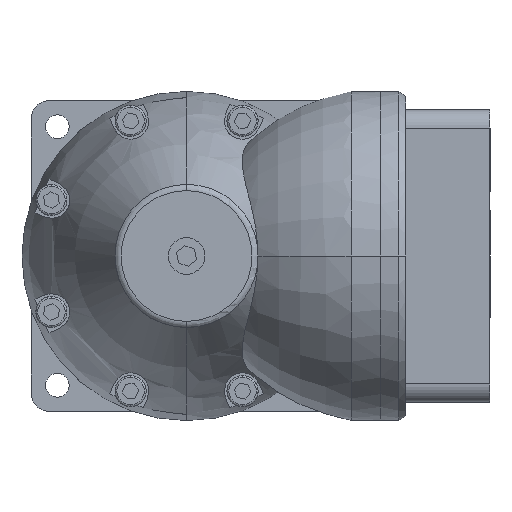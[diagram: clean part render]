
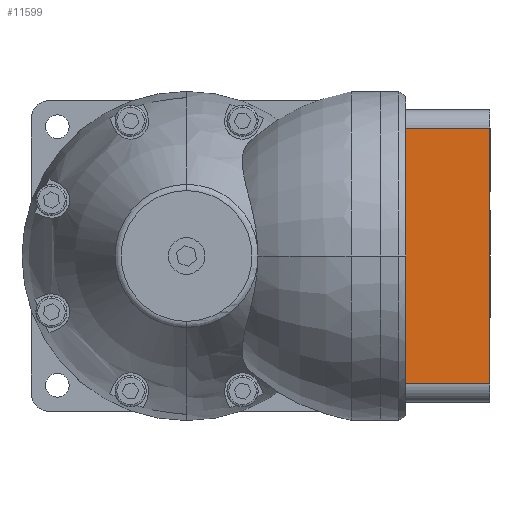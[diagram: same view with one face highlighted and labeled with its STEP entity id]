
A CAD part, left-side view. The second image highlights one B-rep face of the part: STEP entity #11599.
In plain terms, the highlighted planar face has unit normal (-1, 0, 0).
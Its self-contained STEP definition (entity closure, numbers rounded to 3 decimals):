
#103 = DIRECTION ( 'NONE',  ( 0., 1., 0. ) ) ;
#262 = CARTESIAN_POINT ( 'NONE',  ( -40., -60., -35. ) ) ;
#793 = VECTOR ( 'NONE', #10623, 1000. ) ;
#1022 = CARTESIAN_POINT ( 'NONE',  ( -40., -83., 35. ) ) ;
#1507 = VERTEX_POINT ( 'NONE', #1768 ) ;
#1568 = EDGE_LOOP ( 'NONE', ( #11547, #7230, #9828, #2475, #6974, #12366 ) ) ;
#1768 = CARTESIAN_POINT ( 'NONE',  ( -40., -60., 35. ) ) ;
#1909 = DIRECTION ( 'NONE',  ( 0., 1., 0. ) ) ;
#2475 = ORIENTED_EDGE ( 'NONE', *, *, #10467, .F. ) ;
#2490 = CARTESIAN_POINT ( 'NONE',  ( -40., -83., -35. ) ) ;
#2535 = DIRECTION ( 'NONE',  ( 0., 0., -1. ) ) ;
#2826 = VERTEX_POINT ( 'NONE', #2490 ) ;
#3410 = CARTESIAN_POINT ( 'NONE',  ( -40., -60., -17.953 ) ) ;
#3505 = LINE ( 'NONE', #9781, #6074 ) ;
#4522 = EDGE_CURVE ( 'NONE', #7140, #2826, #5419, .T. ) ;
#4777 = EDGE_CURVE ( 'NONE', #1507, #12080, #12322, .T. ) ;
#4870 = VECTOR ( 'NONE', #2535, 1000. ) ;
#4918 = EDGE_CURVE ( 'NONE', #7140, #1507, #5265, .T. ) ;
#5265 = LINE ( 'NONE', #1022, #793 ) ;
#5419 = LINE ( 'NONE', #9544, #11207 ) ;
#5678 = VERTEX_POINT ( 'NONE', #3410 ) ;
#5891 = CARTESIAN_POINT ( 'NONE',  ( -40., -60., 35. ) ) ;
#6035 = VECTOR ( 'NONE', #1909, 1000. ) ;
#6074 = VECTOR ( 'NONE', #7721, 1000. ) ;
#6171 = VERTEX_POINT ( 'NONE', #262 ) ;
#6290 = AXIS2_PLACEMENT_3D ( 'NONE', #9575, #8262, #103 ) ;
#6605 = CARTESIAN_POINT ( 'NONE',  ( -40., -60., 35. ) ) ;
#6974 = ORIENTED_EDGE ( 'NONE', *, *, #4522, .F. ) ;
#7140 = VERTEX_POINT ( 'NONE', #11362 ) ;
#7230 = ORIENTED_EDGE ( 'NONE', *, *, #11703, .T. ) ;
#7721 = DIRECTION ( 'NONE',  ( 0., 0., -1. ) ) ;
#8262 = DIRECTION ( 'NONE',  ( 1., 0., 0. ) ) ;
#8931 = EDGE_CURVE ( 'NONE', #5678, #6171, #10719, .T. ) ;
#9544 = CARTESIAN_POINT ( 'NONE',  ( -40., -83., 35. ) ) ;
#9575 = CARTESIAN_POINT ( 'NONE',  ( -40., -83., 35. ) ) ;
#9781 = CARTESIAN_POINT ( 'NONE',  ( -40., -60., 35. ) ) ;
#9828 = ORIENTED_EDGE ( 'NONE', *, *, #8931, .T. ) ;
#9974 = LINE ( 'NONE', #11252, #6035 ) ;
#10014 = DIRECTION ( 'NONE',  ( 0., 0., -1. ) ) ;
#10366 = VECTOR ( 'NONE', #10014, 1000. ) ;
#10467 = EDGE_CURVE ( 'NONE', #2826, #6171, #9974, .T. ) ;
#10623 = DIRECTION ( 'NONE',  ( 0., 1., 0. ) ) ;
#10719 = LINE ( 'NONE', #6605, #4870 ) ;
#11207 = VECTOR ( 'NONE', #12469, 1000. ) ;
#11252 = CARTESIAN_POINT ( 'NONE',  ( -40., -83., -35. ) ) ;
#11362 = CARTESIAN_POINT ( 'NONE',  ( -40., -83., 35. ) ) ;
#11547 = ORIENTED_EDGE ( 'NONE', *, *, #4777, .T. ) ;
#11599 = ADVANCED_FACE ( 'NONE', ( #12647 ), #13438, .F. ) ;
#11703 = EDGE_CURVE ( 'NONE', #12080, #5678, #3505, .T. ) ;
#12080 = VERTEX_POINT ( 'NONE', #12373 ) ;
#12322 = LINE ( 'NONE', #5891, #10366 ) ;
#12366 = ORIENTED_EDGE ( 'NONE', *, *, #4918, .T. ) ;
#12373 = CARTESIAN_POINT ( 'NONE',  ( -40., -60., 17.953 ) ) ;
#12469 = DIRECTION ( 'NONE',  ( 0., 0., -1. ) ) ;
#12647 = FACE_OUTER_BOUND ( 'NONE', #1568, .T. ) ;
#13438 = PLANE ( 'NONE',  #6290 ) ;
